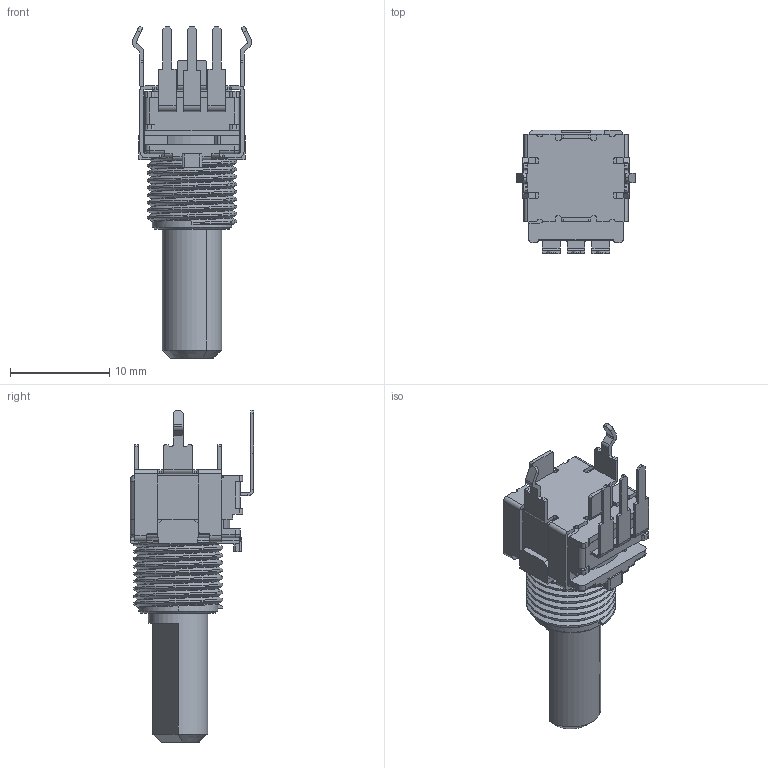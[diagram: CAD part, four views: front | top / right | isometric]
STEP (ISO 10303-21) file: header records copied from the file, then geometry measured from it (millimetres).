
FILE_DESCRIPTION(('STEP AP203'),'1');
FILE_NAME('rk09l1140a2u.stp','2024-01-20T10:00:42',('TraceParts'),('TraceParts S.A.'),'Spatial InterOp 3D',' ',' ');
FILE_SCHEMA(('CONFIG_CONTROL_DESIGN'));
Length unit declared in the file: millimetre
Products named in the file (1): 1
Bounding box: 12.1 x 12.5 x 33.5 mm (x, y, z)
Volume: 1495.6 mm3; surface area: 1497 mm2
Topology: 1 solids, 1 shells, 434 faces, 1226 edges, 791 vertices
Faces by surface type: plane 252, cylinder 166, bspline 8, cone 4, torus 4
Entity records: 15485 total; most frequent: CARTESIAN_POINT 4164, ORIENTED_EDGE 2452, DIRECTION 2314, EDGE_CURVE 1226, LINE 836, VECTOR 836, VERTEX_POINT 791, AXIS2_PLACEMENT_3D 739
